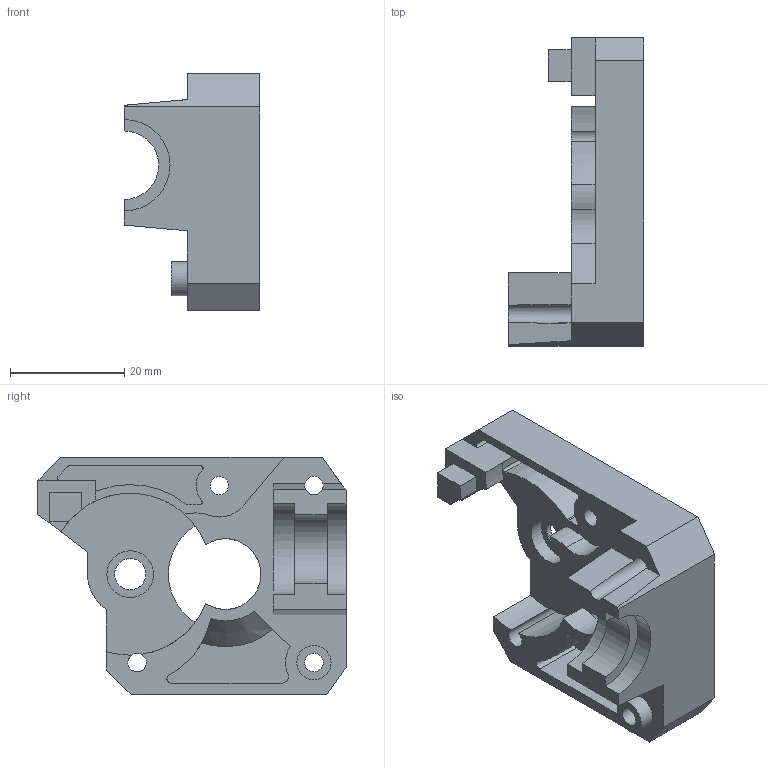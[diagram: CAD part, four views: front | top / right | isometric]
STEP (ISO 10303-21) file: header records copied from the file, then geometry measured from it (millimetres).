
FILE_DESCRIPTION(/* description */ (''),/* implementation_level */ '2;1');
FILE_NAME(/* name */ 'BMG upper platform.stp',/* time_stamp */ '2020-11-19T20:21:34+03:00',/* author */ ('Max'),/* organization */ (''),/* preprocessor_version */ 'ST-DEVELOPER v16.5',/* originating_system */ 'Autodesk Inventor 2017',/* authorisation */ '');
FILE_SCHEMA (('AUTOMOTIVE_DESIGN { 1 0 10303 214 3 1 1 }'));
Length unit declared in the file: millimetre
Products named in the file (1): BMG мой 2
Bounding box: 23.7 x 54 x 41.6 mm (x, y, z)
Volume: 15377.5 mm3; surface area: 8242.6 mm2
Topology: 1 solids, 1 shells, 75 faces, 217 edges, 144 vertices
Faces by surface type: plane 40, cylinder 33, cone 2
Full cylindrical faces by diameter (mm): 3.2 x1, 3.25 x3, 5.5 x1, 6 x1, 8.2 x1
Entity records: 2479 total; most frequent: CARTESIAN_POINT 438, DIRECTION 431, ORIENTED_EDGE 412, EDGE_CURVE 206, AXIS2_PLACEMENT_3D 153, VERTEX_POINT 141, LINE 125, VECTOR 125
